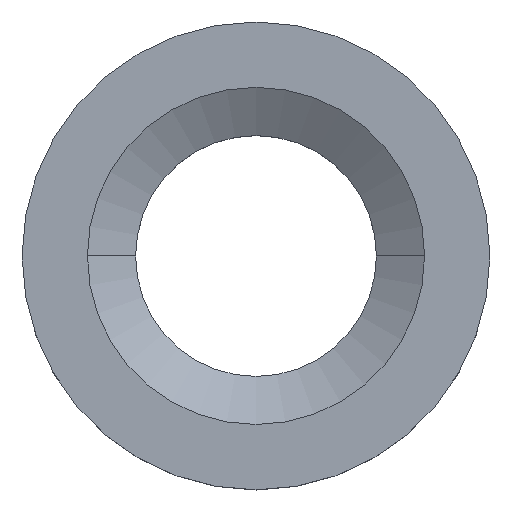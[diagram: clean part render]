
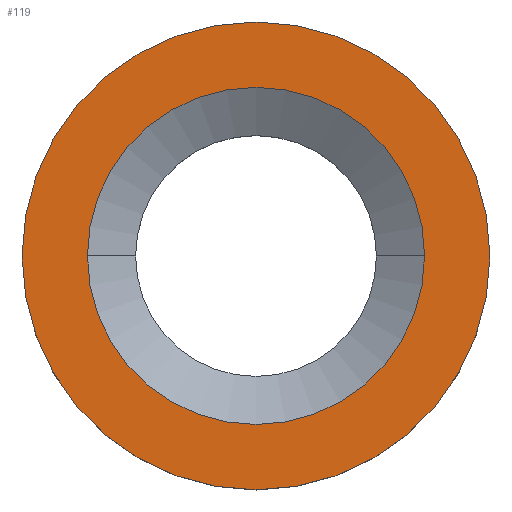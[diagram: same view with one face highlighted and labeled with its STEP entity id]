
A CAD part, top view. The second image highlights one B-rep face of the part: STEP entity #119.
In plain terms, the highlighted planar face has unit normal (0, 0, 1).
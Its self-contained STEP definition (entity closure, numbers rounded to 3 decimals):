
#71=EDGE_CURVE('',#79,#123,#160,.T.);
#79=VERTEX_POINT('',#169);
#81=EDGE_CURVE('',#123,#79,#171,.T.);
#83=VERTEX_POINT('',#173);
#87=EDGE_CURVE('',#83,#117,#177,.T.);
#115=EDGE_CURVE('',#117,#83,#209,.T.);
#117=VERTEX_POINT('',#211);
#119=ADVANCED_FACE('',(#213,#214),#215,.T.);
#123=VERTEX_POINT('',#219);
#160=CIRCLE('',#247,34.);
#169=CARTESIAN_POINT('',(-34.,0.,12.0));
#171=CIRCLE('',#262,34.);
#173=CARTESIAN_POINT('',(-24.5,0.,12.0));
#177=CIRCLE('',#270,24.5);
#209=CIRCLE('',#312,24.5);
#211=CARTESIAN_POINT('',(24.5,0.,12.0));
#213=FACE_OUTER_BOUND('',#316,.T.);
#214=FACE_BOUND('',#317,.T.);
#215=PLANE('',#318);
#219=CARTESIAN_POINT('',(34.,0.,12.0));
#247=AXIS2_PLACEMENT_3D('',#352,#353,#354);
#262=AXIS2_PLACEMENT_3D('',#367,#368,#369);
#270=AXIS2_PLACEMENT_3D('',#373,#374,#375);
#312=AXIS2_PLACEMENT_3D('',#420,#421,#422);
#316=EDGE_LOOP('',(#424,#425));
#317=EDGE_LOOP('',(#426,#427));
#318=AXIS2_PLACEMENT_3D('',#428,#429,#430);
#352=CARTESIAN_POINT('',(0.0,0.,12.0));
#353=DIRECTION('',(-0.0,0.0,-1.0));
#354=DIRECTION('',(-1.0,0.,0.0));
#367=CARTESIAN_POINT('',(0.0,0.,12.0));
#368=DIRECTION('',(-0.0,0.0,-1.0));
#369=DIRECTION('',(-1.0,0.,0.0));
#373=CARTESIAN_POINT('',(0.0,0.,12.0));
#374=DIRECTION('',(-0.0,0.0,-1.0));
#375=DIRECTION('',(-1.0,0.,0.0));
#420=CARTESIAN_POINT('',(0.0,0.,12.0));
#421=DIRECTION('',(-0.0,0.0,-1.0));
#422=DIRECTION('',(-1.0,0.,0.0));
#424=ORIENTED_EDGE('',*,*,#71,.F.);
#425=ORIENTED_EDGE('',*,*,#81,.F.);
#426=ORIENTED_EDGE('',*,*,#87,.T.);
#427=ORIENTED_EDGE('',*,*,#115,.T.);
#428=CARTESIAN_POINT('',(-29.25,0.,12.0));
#429=DIRECTION('',(0.0,0.0,1.0));
#430=DIRECTION('',(-1.0,0.,0.0));
